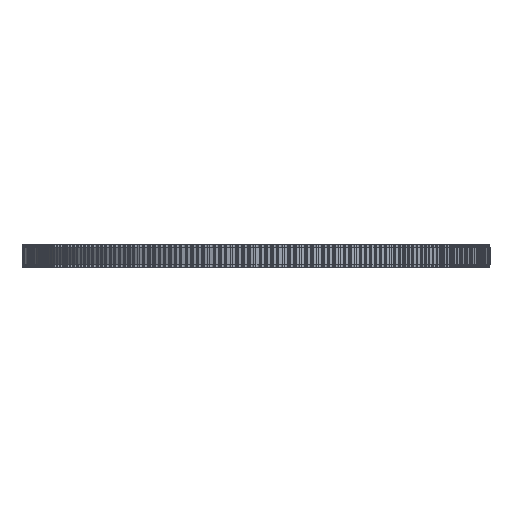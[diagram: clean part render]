
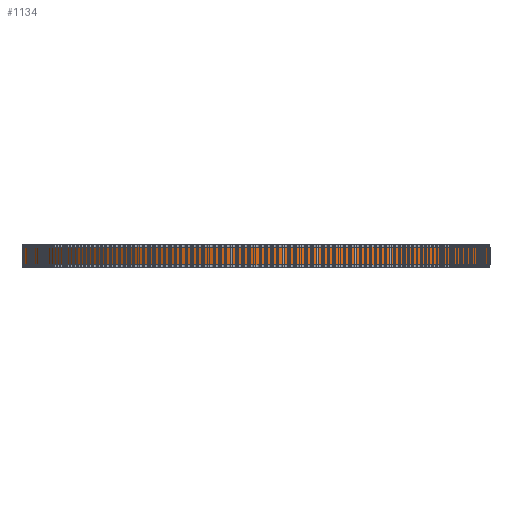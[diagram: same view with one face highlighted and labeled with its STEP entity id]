
A CAD part, left-side view. The second image highlights one B-rep face of the part: STEP entity #1134.
In plain terms, the highlighted cylindrical face has radius 80.532 mm (diameter 161.065 mm), a full revolution.
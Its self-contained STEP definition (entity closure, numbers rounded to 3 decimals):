
#97=FACE_BOUND('',#4176,.T.);
#98=FACE_BOUND('',#4177,.T.);
#1134=ADVANCED_FACE('',(#97,#98),#2147,.T.);
#2147=CYLINDRICAL_SURFACE('',#22407,80.532);
#4176=EDGE_LOOP('',(#12274));
#4177=EDGE_LOOP('',(#12275));
#12274=ORIENTED_EDGE('',*,*,#17338,.T.);
#12275=ORIENTED_EDGE('',*,*,#17339,.T.);
#14300=VERTEX_POINT('',#35580);
#14301=VERTEX_POINT('',#35582);
#17338=EDGE_CURVE('',#14300,#14300,#19364,.T.);
#17339=EDGE_CURVE('',#14301,#14301,#19365,.T.);
#19364=CIRCLE('',#22405,80.532);
#19365=CIRCLE('',#22406,80.532);
#22405=AXIS2_PLACEMENT_3D('',#35579,#29498,#29499);
#22406=AXIS2_PLACEMENT_3D('',#35581,#29500,#29501);
#22407=AXIS2_PLACEMENT_3D('',#35583,#29502,#29503);
#29498=DIRECTION('',(0.,0.,1.));
#29499=DIRECTION('',(1.,0.,0.));
#29500=DIRECTION('',(0.,0.,-1.));
#29501=DIRECTION('',(1.,0.,0.));
#29502=DIRECTION('',(0.,0.,1.));
#29503=DIRECTION('',(1.,0.,0.));
#35579=CARTESIAN_POINT('',(0.,0.,1.));
#35580=CARTESIAN_POINT('',(80.532,0.,1.));
#35581=CARTESIAN_POINT('',(0.,0.,7.));
#35582=CARTESIAN_POINT('',(80.532,0.,7.));
#35583=CARTESIAN_POINT('',(0.,0.,1.));
